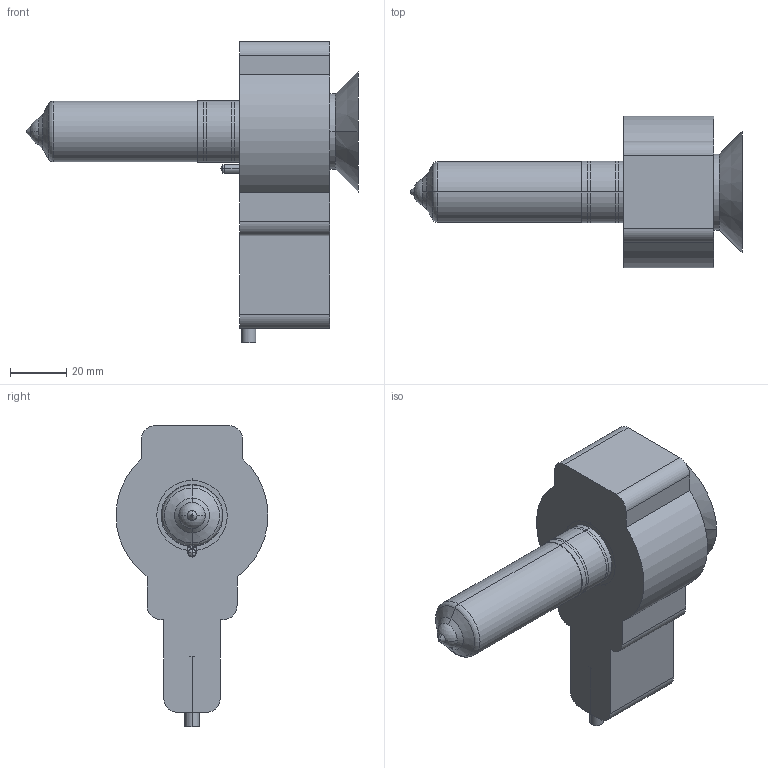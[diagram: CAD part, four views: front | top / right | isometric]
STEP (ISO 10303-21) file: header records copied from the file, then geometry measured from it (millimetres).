
FILE_DESCRIPTION (( 'STEP AP214' ), '1' );
FILE_NAME ('Dysza centralna - 22x76 EA-WP22.STEP', '2017-05-29T13:05:32', ( '' ), ( '' ), 'SwSTEP 2.0', 'SolidWorks 2016', '' );
FILE_SCHEMA (( 'AUTOMOTIVE_DESIGN' ));
Length unit declared in the file: millimetre
Products named in the file (10): 22x076 - komora_Standard; pierœcieñ nak³adki 22; grza³ka opaskowa 30x22 - nak³adka 22 - 22000-09; 22x076 - dysza - 22076-00_RT; nakladka do dyszy centralnej 22 - 22000-11; nak³adka 22 - 22000-11; 22x076 - korpus - 22076-02; Dysza centralna - 22x76 EA-WP22; komora nak³adki 22; nak³adka - EA-WP-22
Assembly tree (9 placements, depth 4):
  Dysza centralna - 22x76 EA-WP22
    22x076 - dysza - 22076-00_RT
      22x076 - komora_Standard
      22x076 - korpus - 22076-02
    nak³adka - EA-WP-22
      nak³adka 22 - 22000-11
        pierœcieñ nak³adki 22
        nakladka do dyszy centralnej 22 - 22000-11
      grza³ka opaskowa 30x22 - nak³adka 22 - 22000-09
      komora nak³adki 22
Bounding box: 118 x 53.99 x 107 mm (x, y, z)
Volume: 201103.6 mm3; surface area: 54374.2 mm2
Topology: 9 solids, 12 shells, 417 faces, 1073 edges, 675 vertices
Faces by surface type: cylinder 155, cone 79, torus 78, plane 76, sphere 16, bspline 13
Entity records: 19241 total; most frequent: CARTESIAN_POINT 8765, DIRECTION 2193, ORIENTED_EDGE 2134, EDGE_CURVE 1067, AXIS2_PLACEMENT_3D 932, VERTEX_POINT 675, CIRCLE 513, EDGE_LOOP 440
